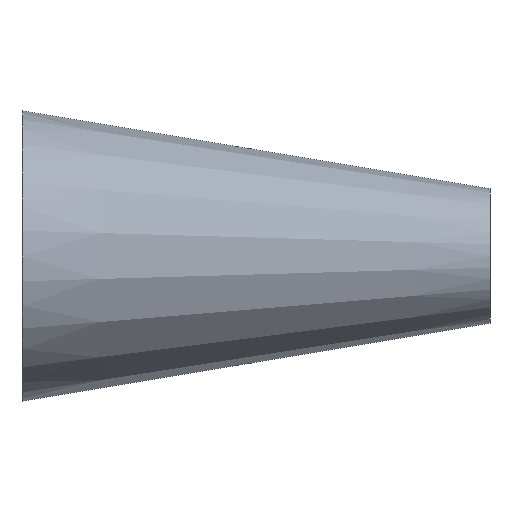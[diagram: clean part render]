
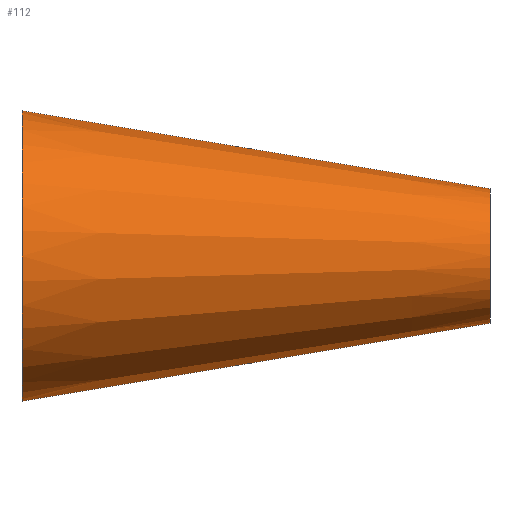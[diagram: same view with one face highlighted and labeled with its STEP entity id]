
A CAD part, front view. The second image highlights one B-rep face of the part: STEP entity #112.
In plain terms, the highlighted conical face has half-angle 9.462 degrees and reference radius 12.5 mm.
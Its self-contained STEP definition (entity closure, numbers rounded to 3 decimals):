
#1 = EDGE_CURVE ( 'NONE', #123, #128, #159, .T. ) ;
#3 = EDGE_LOOP ( 'NONE', ( #193, #29, #237, #153 ) ) ;
#4 = VERTEX_POINT ( 'NONE', #91 ) ;
#11 = CARTESIAN_POINT ( 'NONE',  ( 87., 0., 0. ) ) ;
#19 = CIRCLE ( 'NONE', #51, 12.5 ) ;
#22 = VECTOR ( 'NONE', #167, 1000. ) ;
#29 = ORIENTED_EDGE ( 'NONE', *, *, #56, .F. ) ;
#30 = DIRECTION ( 'NONE',  ( 0., 0., 1. ) ) ;
#36 = DIRECTION ( 'NONE',  ( 0., 0., -1. ) ) ;
#45 = CARTESIAN_POINT ( 'NONE',  ( 0., 0., 27. ) ) ;
#50 = AXIS2_PLACEMENT_3D ( 'NONE', #65, #223, #36 ) ;
#51 = AXIS2_PLACEMENT_3D ( 'NONE', #11, #165, #85 ) ;
#56 = EDGE_CURVE ( 'NONE', #123, #62, #19, .T. ) ;
#62 = VERTEX_POINT ( 'NONE', #220 ) ;
#65 = CARTESIAN_POINT ( 'NONE',  ( 0., 0., 0. ) ) ;
#70 = CARTESIAN_POINT ( 'NONE',  ( 87., 0., -12.5 ) ) ;
#74 = AXIS2_PLACEMENT_3D ( 'NONE', #210, #151, #30 ) ;
#80 = FACE_OUTER_BOUND ( 'NONE', #3, .T. ) ;
#85 = DIRECTION ( 'NONE',  ( 0., 0., -1. ) ) ;
#91 = CARTESIAN_POINT ( 'NONE',  ( 0., 0., -27. ) ) ;
#112 = ADVANCED_FACE ( 'NONE', ( #80 ), #137, .T. ) ;
#123 = VERTEX_POINT ( 'NONE', #145 ) ;
#128 = VERTEX_POINT ( 'NONE', #45 ) ;
#137 = CONICAL_SURFACE ( 'NONE', #74, 12.5, 0.165 ) ;
#145 = CARTESIAN_POINT ( 'NONE',  ( 87., 0., 12.5 ) ) ;
#150 = CIRCLE ( 'NONE', #50, 27. ) ;
#151 = DIRECTION ( 'NONE',  ( -1., 0., 0. ) ) ;
#153 = ORIENTED_EDGE ( 'NONE', *, *, #170, .T. ) ;
#159 = LINE ( 'NONE', #202, #209 ) ;
#165 = DIRECTION ( 'NONE',  ( 1., 0., 0. ) ) ;
#167 = DIRECTION ( 'NONE',  ( -0.986, 0., -0.164 ) ) ;
#170 = EDGE_CURVE ( 'NONE', #128, #4, #150, .T. ) ;
#185 = LINE ( 'NONE', #70, #22 ) ;
#193 = ORIENTED_EDGE ( 'NONE', *, *, #221, .F. ) ;
#202 = CARTESIAN_POINT ( 'NONE',  ( 87., 0., 12.5 ) ) ;
#209 = VECTOR ( 'NONE', #239, 1000. ) ;
#210 = CARTESIAN_POINT ( 'NONE',  ( 87., 0., 0. ) ) ;
#220 = CARTESIAN_POINT ( 'NONE',  ( 87., 0., -12.5 ) ) ;
#221 = EDGE_CURVE ( 'NONE', #62, #4, #185, .T. ) ;
#223 = DIRECTION ( 'NONE',  ( 1., 0., 0. ) ) ;
#237 = ORIENTED_EDGE ( 'NONE', *, *, #1, .T. ) ;
#239 = DIRECTION ( 'NONE',  ( -0.986, 0., 0.164 ) ) ;
